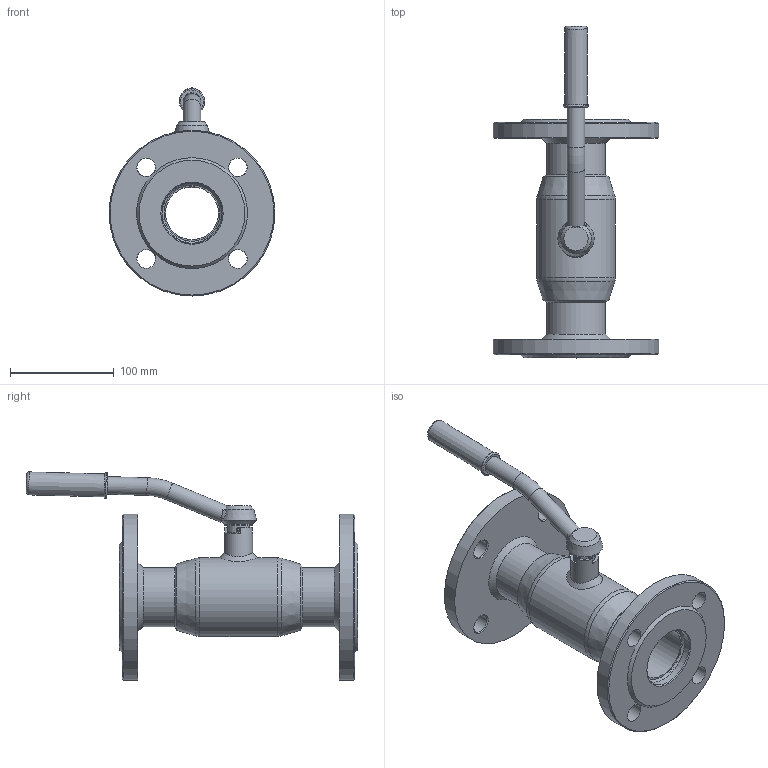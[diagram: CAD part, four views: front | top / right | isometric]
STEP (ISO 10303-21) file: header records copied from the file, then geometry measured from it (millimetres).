
FILE_DESCRIPTION(('TFLEX Exchange Step'),'2;1');
FILE_NAME('065N0325GR1 - Кран шаровой Premium DN50.stp', '2023-09-06T15:36:38+03:00',('RUCO3277'),('Unknown organisation'),'TFLEX Exchange 2022.1','T-FLEX CAD','Unknown authorisation');
FILE_SCHEMA( ('AUTOMOTIVE_DESIGN { 1 0 10303 214 1 1 1 1 }') );
Length unit declared in the file: millimetre
Products named in the file (11): 54XXX038 - Фланец плоский; 54065422 - Штифт; 50050028 - Грипса; 23065434 - Основание рукоятки (для сборки); 23065435 - Кноб; 23065433 - Рукоятка с кнобом; 21050432 - Патрубок; 24065427 - Шток; 24065406 - Корпус штока; 24050409 - Корпус (гнутый); 065N0325GR1 - Кран шаровой Premium DN50
Assembly tree (10 placements, depth 3):
  065N0325GR1 - Кран шаровой Premium DN50
    54XXX038 - Фланец плоский
    54065422 - Штифт
    50050028 - Грипса
    23065433 - Рукоятка с кнобом
      23065434 - Основание рукоятки (для сборки)
      23065435 - Кноб
    21050432 - Патрубок
    24065427 - Шток
    24065406 - Корпус штока
    24050409 - Корпус (гнутый)
Bounding box: 160 x 320.02 x 200.79 mm (x, y, z)
Volume: 759165.5 mm3; surface area: 263077 mm2
Topology: 22 solids, 22 shells, 187 faces, 422 edges, 265 vertices
Faces by surface type: plane 53, cylinder 46, cone 33, torus 28, bspline 27
Full cylindrical faces by diameter (mm): 4.1 x1, 4.2 x2, 12.6 x2, 13.5 x2, 14 x2, 14.1 x1, 16 x4, 17 x3, 17.2 x1, 18 x8, 20.5 x1, 27 x2, 27.4 x1, 51 x2, 54 x2, 57 x2, 58 x2, 70 x1, 76 x1, 160 x2
Entity records: 9022 total; most frequent: CARTESIAN_POINT 4578, DIRECTION 919, ORIENTED_EDGE 798, AXIS2_PLACEMENT_3D 406, EDGE_CURVE 399, VERTEX_POINT 265, EDGE_LOOP 252, FACE_BOUND 252
